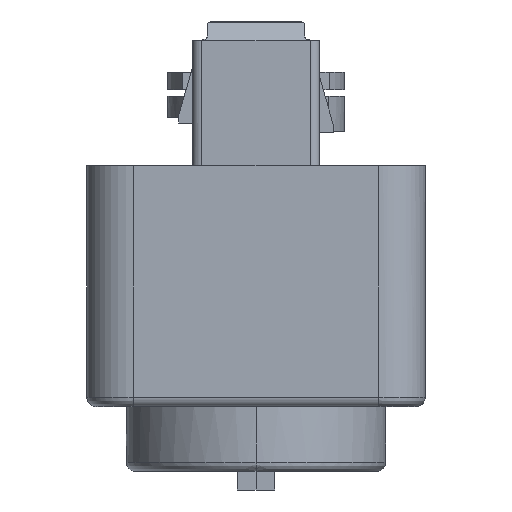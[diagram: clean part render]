
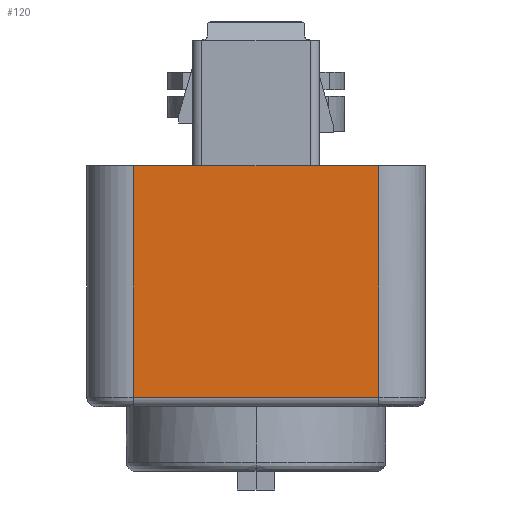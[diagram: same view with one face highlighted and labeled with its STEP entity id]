
A CAD part, left-side view. The second image highlights one B-rep face of the part: STEP entity #120.
In plain terms, the highlighted planar face has unit normal (-1, 0, 0).
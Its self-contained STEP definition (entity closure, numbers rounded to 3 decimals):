
#120=ADVANCED_FACE('',(#299),#2849,.T.);
#299=FACE_OUTER_BOUND('',#484,.T.);
#484=EDGE_LOOP('',(#1038,#1039,#1040,#1041,#1042,#1043));
#1038=ORIENTED_EDGE('',*,*,#1778,.T.);
#1039=ORIENTED_EDGE('',*,*,#1779,.T.);
#1040=ORIENTED_EDGE('',*,*,#1515,.T.);
#1041=ORIENTED_EDGE('',*,*,#1654,.F.);
#1042=ORIENTED_EDGE('',*,*,#1510,.T.);
#1043=ORIENTED_EDGE('',*,*,#1776,.F.);
#1510=EDGE_CURVE('',#2441,#2442,#2093,.T.);
#1515=EDGE_CURVE('',#2461,#2462,#2098,.T.);
#1654=EDGE_CURVE('',#2441,#2462,#2217,.T.);
#1776=EDGE_CURVE('',#2632,#2442,#2317,.T.);
#1778=EDGE_CURVE('',#2632,#2633,#2318,.T.);
#1779=EDGE_CURVE('',#2633,#2461,#2319,.T.);
#2093=B_SPLINE_CURVE_WITH_KNOTS('',1,(#5087,#5088),.UNSPECIFIED.,.F.,.F.,
(2,2),(-320.246,-312.846),.UNSPECIFIED.);
#2098=B_SPLINE_CURVE_WITH_KNOTS('',1,(#5097,#5098),.UNSPECIFIED.,.F.,.F.,
(2,2),(-12.112,-4.712),.UNSPECIFIED.);
#2217=B_SPLINE_CURVE_WITH_KNOTS('',1,(#5445,#5446),.UNSPECIFIED.,.F.,.F.,
(2,2),(0.,11.7),.UNSPECIFIED.);
#2317=B_SPLINE_CURVE_WITH_KNOTS('',1,(#5779,#5780),.UNSPECIFIED.,.F.,.F.,
(2,2),(0.,25.),.UNSPECIFIED.);
#2318=B_SPLINE_CURVE_WITH_KNOTS('',1,(#5784,#5785),.UNSPECIFIED.,.F.,.F.,
(2,2),(0.,26.5),.UNSPECIFIED.);
#2319=B_SPLINE_CURVE_WITH_KNOTS('',1,(#5786,#5787),.UNSPECIFIED.,.F.,.F.,
(2,2),(0.,25.),.UNSPECIFIED.);
#2441=VERTEX_POINT('',#4792);
#2442=VERTEX_POINT('',#4793);
#2461=VERTEX_POINT('',#4812);
#2462=VERTEX_POINT('',#4813);
#2632=VERTEX_POINT('',#4983);
#2633=VERTEX_POINT('',#4984);
#2849=PLANE('',#3006);
#3006=AXIS2_PLACEMENT_3D('',#3861,#3129,$);
#3129=DIRECTION('',(-1.,0.,0.));
#3861=CARTESIAN_POINT('',(0.,41.162,-36.012));
#4792=CARTESIAN_POINT('',(0.,31.1,-8.5));
#4793=CARTESIAN_POINT('',(0.,38.5,-8.5));
#4812=CARTESIAN_POINT('',(0.,12.,-8.5));
#4813=CARTESIAN_POINT('',(0.,19.4,-8.5));
#4983=CARTESIAN_POINT('',(0.,38.5,-33.5));
#4984=CARTESIAN_POINT('',(0.,12.,-33.5));
#5087=CARTESIAN_POINT('',(0.,31.1,-8.5));
#5088=CARTESIAN_POINT('',(0.,38.5,-8.5));
#5097=CARTESIAN_POINT('',(0.,12.,-8.5));
#5098=CARTESIAN_POINT('',(0.,19.4,-8.5));
#5445=CARTESIAN_POINT('',(0.,31.1,-8.5));
#5446=CARTESIAN_POINT('',(0.,19.4,-8.5));
#5779=CARTESIAN_POINT('',(0.,38.5,-33.5));
#5780=CARTESIAN_POINT('',(0.,38.5,-8.5));
#5784=CARTESIAN_POINT('',(0.,38.5,-33.5));
#5785=CARTESIAN_POINT('',(0.,12.,-33.5));
#5786=CARTESIAN_POINT('',(0.,12.,-33.5));
#5787=CARTESIAN_POINT('',(0.,12.,-8.5));
